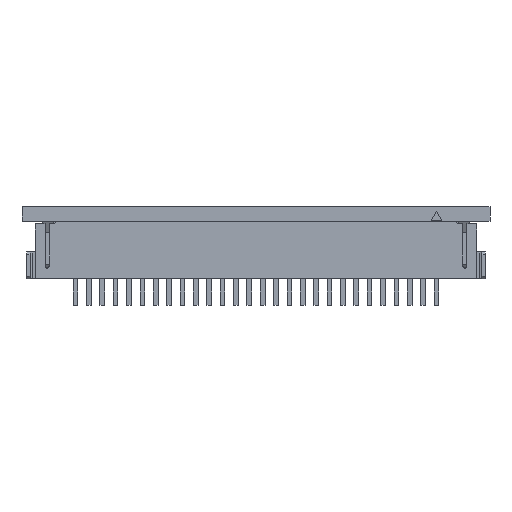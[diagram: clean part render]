
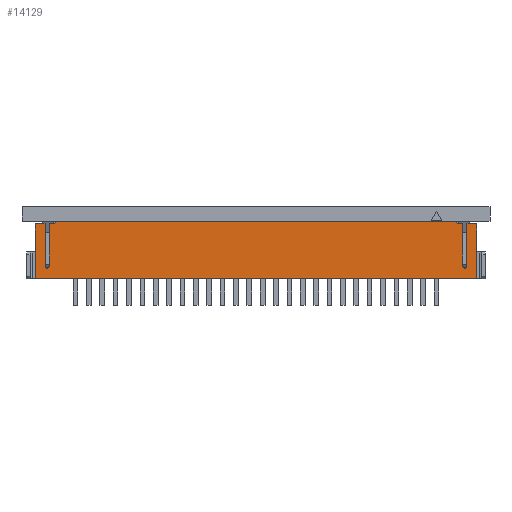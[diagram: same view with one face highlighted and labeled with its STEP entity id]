
A CAD part, front view. The second image highlights one B-rep face of the part: STEP entity #14129.
In plain terms, the highlighted planar face has unit normal (0, -1, 0).
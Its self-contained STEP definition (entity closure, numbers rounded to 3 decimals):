
#9=DIRECTION('',(0.,0.,-1.));
#10=VECTOR('',#9,4.1);
#11=CARTESIAN_POINT('',(-16.5,0.,4.1));
#12=LINE('',#11,#10);
#1846=DIRECTION('',(0.,0.,-1.));
#1847=VECTOR('',#1846,3.15);
#1848=CARTESIAN_POINT('',(-15.775,0.,4.1));
#1849=LINE('',#1848,#1847);
#1850=CARTESIAN_POINT('',(-15.625,0.,0.95));
#1851=DIRECTION('',(0.,-1.,0.));
#1852=DIRECTION('',(-1.,0.,0.));
#1853=AXIS2_PLACEMENT_3D('',#1850,#1851,#1852);
#1855=DIRECTION('',(0.,0.,1.));
#1856=VECTOR('',#1855,3.15);
#1857=CARTESIAN_POINT('',(-15.475,0.,0.95));
#1858=LINE('',#1857,#1856);
#1859=DIRECTION('',(1.,0.,0.));
#1860=VECTOR('',#1859,0.4);
#1861=CARTESIAN_POINT('',(-15.475,0.,4.1));
#1862=LINE('',#1861,#1860);
#1863=DIRECTION('',(0.6,0.,0.8));
#1864=VECTOR('',#1863,0.25);
#1865=CARTESIAN_POINT('',(-15.075,0.,4.1));
#1866=LINE('',#1865,#1864);
#1867=DIRECTION('',(1.,0.,0.));
#1868=VECTOR('',#1867,29.85);
#1869=CARTESIAN_POINT('',(-14.925,0.,4.3));
#1870=LINE('',#1869,#1868);
#1871=DIRECTION('',(0.6,0.,-0.8));
#1872=VECTOR('',#1871,0.25);
#1873=CARTESIAN_POINT('',(14.925,0.,4.3));
#1874=LINE('',#1873,#1872);
#1875=DIRECTION('',(-1.,0.,0.));
#1876=VECTOR('',#1875,0.4);
#1877=CARTESIAN_POINT('',(15.475,0.,4.1));
#1878=LINE('',#1877,#1876);
#1879=DIRECTION('',(0.,0.,-1.));
#1880=VECTOR('',#1879,3.15);
#1881=CARTESIAN_POINT('',(15.475,0.,4.1));
#1882=LINE('',#1881,#1880);
#1883=CARTESIAN_POINT('',(15.625,0.,0.95));
#1884=DIRECTION('',(0.,-1.,0.));
#1885=DIRECTION('',(-1.,0.,0.));
#1886=AXIS2_PLACEMENT_3D('',#1883,#1884,#1885);
#1888=DIRECTION('',(0.,0.,1.));
#1889=VECTOR('',#1888,3.15);
#1890=CARTESIAN_POINT('',(15.775,0.,0.95));
#1891=LINE('',#1890,#1889);
#1892=DIRECTION('',(-1.,0.,0.));
#1893=VECTOR('',#1892,0.725);
#1894=CARTESIAN_POINT('',(16.5,0.,4.1));
#1895=LINE('',#1894,#1893);
#1896=DIRECTION('',(1.,0.,0.));
#1897=VECTOR('',#1896,0.725);
#1898=CARTESIAN_POINT('',(-16.5,0.,4.1));
#1899=LINE('',#1898,#1897);
#2334=DIRECTION('',(1.,0.,0.));
#2335=VECTOR('',#2334,33.);
#2336=CARTESIAN_POINT('',(-16.5,0.,0.));
#2337=LINE('',#2336,#2335);
#8825=DIRECTION('',(0.,0.,-1.));
#8826=VECTOR('',#8825,4.1);
#8827=CARTESIAN_POINT('',(16.5,0.,4.1));
#8828=LINE('',#8827,#8826);
#9013=CARTESIAN_POINT('',(-16.5,0.,0.));
#9014=CARTESIAN_POINT('',(16.5,0.,0.));
#9015=VERTEX_POINT('',#9013);
#9016=VERTEX_POINT('',#9014);
#9021=CARTESIAN_POINT('',(-15.075,0.,4.1));
#9022=CARTESIAN_POINT('',(-14.925,0.,4.3));
#9023=VERTEX_POINT('',#9021);
#9024=VERTEX_POINT('',#9022);
#9025=CARTESIAN_POINT('',(-16.5,0.,4.1));
#9026=VERTEX_POINT('',#9025);
#9027=CARTESIAN_POINT('',(16.5,0.,4.1));
#9028=VERTEX_POINT('',#9027);
#9029=CARTESIAN_POINT('',(14.925,0.,4.3));
#9030=VERTEX_POINT('',#9029);
#9031=CARTESIAN_POINT('',(-15.775,0.,4.1));
#9032=CARTESIAN_POINT('',(-15.775,0.,0.95));
#9033=VERTEX_POINT('',#9031);
#9034=VERTEX_POINT('',#9032);
#9035=CARTESIAN_POINT('',(-15.475,0.,0.95));
#9036=VERTEX_POINT('',#9035);
#9037=CARTESIAN_POINT('',(-15.475,0.,4.1));
#9038=VERTEX_POINT('',#9037);
#9039=CARTESIAN_POINT('',(15.475,0.,4.1));
#9040=CARTESIAN_POINT('',(15.475,0.,0.95));
#9041=VERTEX_POINT('',#9039);
#9042=VERTEX_POINT('',#9040);
#9043=CARTESIAN_POINT('',(15.775,0.,0.95));
#9044=VERTEX_POINT('',#9043);
#9045=CARTESIAN_POINT('',(15.775,0.,4.1));
#9046=VERTEX_POINT('',#9045);
#9111=CARTESIAN_POINT('',(15.075,0.,4.1));
#9112=VERTEX_POINT('',#9111);
#14096=CARTESIAN_POINT('',(-16.5,0.,4.3));
#14097=DIRECTION('',(0.,-1.,0.));
#14098=DIRECTION('',(0.,0.,-1.));
#14099=AXIS2_PLACEMENT_3D('',#14096,#14097,#14098);
#14100=PLANE('',#14099);
#14102=ORIENTED_EDGE('',*,*,#14101,.T.);
#14104=ORIENTED_EDGE('',*,*,#14103,.T.);
#14106=ORIENTED_EDGE('',*,*,#14105,.T.);
#14108=ORIENTED_EDGE('',*,*,#14107,.T.);
#14110=ORIENTED_EDGE('',*,*,#14109,.T.);
#14111=ORIENTED_EDGE('',*,*,#13436,.T.);
#14113=ORIENTED_EDGE('',*,*,#14112,.T.);
#14114=ORIENTED_EDGE('',*,*,#13764,.F.);
#14115=ORIENTED_EDGE('',*,*,#13666,.T.);
#14117=ORIENTED_EDGE('',*,*,#14116,.T.);
#14118=ORIENTED_EDGE('',*,*,#14066,.T.);
#14119=ORIENTED_EDGE('',*,*,#13747,.F.);
#14121=ORIENTED_EDGE('',*,*,#14120,.T.);
#14123=ORIENTED_EDGE('',*,*,#14122,.F.);
#14124=ORIENTED_EDGE('',*,*,#11938,.F.);
#14126=ORIENTED_EDGE('',*,*,#14125,.T.);
#14127=EDGE_LOOP('',(#14102,#14104,#14106,#14108,#14110,#14111,#14113,#14114,
#14115,#14117,#14118,#14119,#14121,#14123,#14124,#14126));
#14128=FACE_OUTER_BOUND('',#14127,.F.);
#14129=ADVANCED_FACE('',(#14128),#14100,.T.);
#1854=CIRCLE('',#1853,0.15);
#1887=CIRCLE('',#1886,0.15);
#11938=EDGE_CURVE('',#9026,#9015,#12,.T.);
#13436=EDGE_CURVE('',#9024,#9030,#1870,.T.);
#13666=EDGE_CURVE('',#9041,#9042,#1882,.T.);
#13747=EDGE_CURVE('',#9028,#9046,#1895,.T.);
#13764=EDGE_CURVE('',#9041,#9112,#1878,.T.);
#14066=EDGE_CURVE('',#9044,#9046,#1891,.T.);
#14101=EDGE_CURVE('',#9033,#9034,#1849,.T.);
#14103=EDGE_CURVE('',#9034,#9036,#1854,.T.);
#14105=EDGE_CURVE('',#9036,#9038,#1858,.T.);
#14107=EDGE_CURVE('',#9038,#9023,#1862,.T.);
#14109=EDGE_CURVE('',#9023,#9024,#1866,.T.);
#14112=EDGE_CURVE('',#9030,#9112,#1874,.T.);
#14116=EDGE_CURVE('',#9042,#9044,#1887,.T.);
#14120=EDGE_CURVE('',#9028,#9016,#8828,.T.);
#14122=EDGE_CURVE('',#9015,#9016,#2337,.T.);
#14125=EDGE_CURVE('',#9026,#9033,#1899,.T.);
